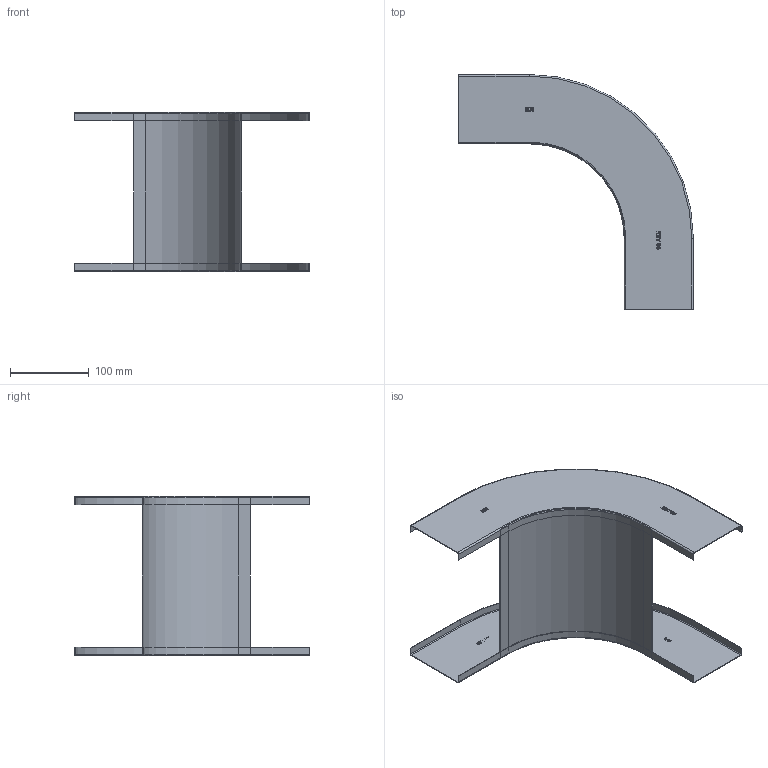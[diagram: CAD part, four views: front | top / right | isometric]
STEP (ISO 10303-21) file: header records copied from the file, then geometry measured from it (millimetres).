
FILE_DESCRIPTION((''),'2;1');
FILE_NAME('7007274_ASM','2013-02-21T',('AndreasKeweloh'),(''),'PRO/ENGINEER BY PARAMETRIC TECHNOLOGY CORPORATION, 2012360','PRO/ENGINEER BY PARAMETRIC TECHNOLOGY CORPORATION, 2012360','');
FILE_SCHEMA(('CONFIG_CONTROL_DESIGN'));
Length unit declared in the file: millimetre
Products named in the file (3): 7007274_BODENBLECH; 7007274_HOLM; 7007274_ASM
Assembly tree (3 placements, depth 2):
  7007274_ASM
    7007274_BODENBLECH
    7007274_HOLM  x2
Bounding box: 298.75 x 298.75 x 203 mm (x, y, z)
Volume: 138364.8 mm3; surface area: 279888.7 mm2
Topology: 3 solids, 3 shells, 366 faces, 898 edges, 576 vertices
Faces by surface type: plane 202, extrusion 98, cylinder 58, torus 8
Entity records: 7429 total; most frequent: CARTESIAN_POINT 3030, ORIENTED_EDGE 924, DIRECTION 769, EDGE_CURVE 462, VECTOR 349, LINE 300, VERTEX_POINT 296, AXIS2_PLACEMENT_3D 210
